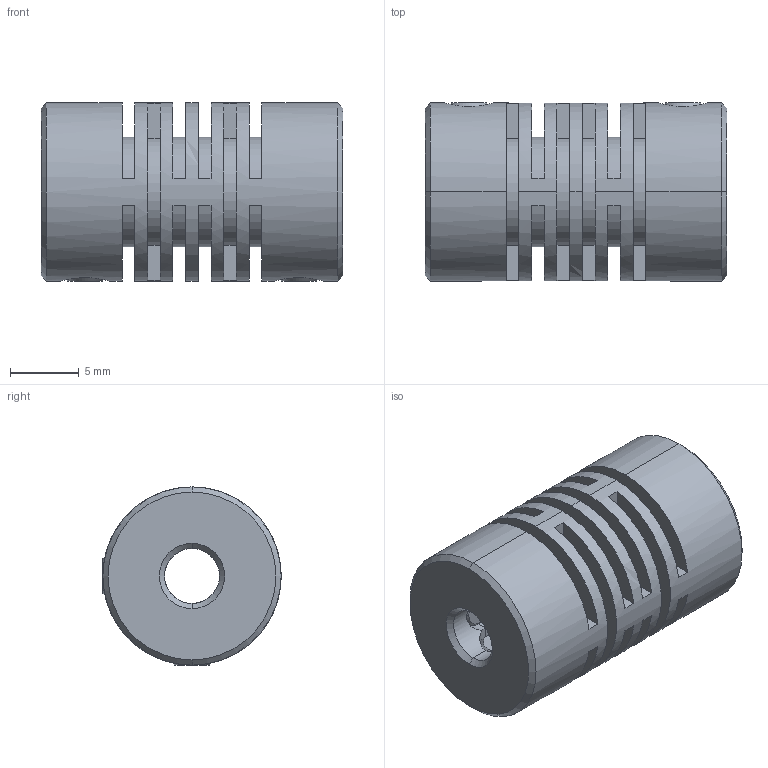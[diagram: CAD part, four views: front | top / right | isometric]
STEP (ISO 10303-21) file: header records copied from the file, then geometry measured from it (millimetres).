
FILE_DESCRIPTION (( 'STEP AP203' ), '1' );
FILE_NAME ('CL12-13.step', '2011-08-10T07:36:32', ( '' ), ( '' ), 'SwSTEP 2.0', 'SolidWorks 2010', '' );
FILE_SCHEMA (( 'CONFIG_CONTROL_DESIGN' ));
Length unit declared in the file: millimetre
Products named in the file (1): CL12-13
Bounding box: 22 x 13 x 13 mm (x, y, z)
Volume: 2217 mm3; surface area: 2581.6 mm2
Topology: 5 solids, 5 shells, 152 faces, 390 edges, 250 vertices
Faces by surface type: plane 86, cylinder 34, cone 24, bspline 8
Entity records: 5419 total; most frequent: CARTESIAN_POINT 1657, ORIENTED_EDGE 780, DIRECTION 748, EDGE_CURVE 390, AXIS2_PLACEMENT_3D 261, VERTEX_POINT 250, LINE 226, VECTOR 226
